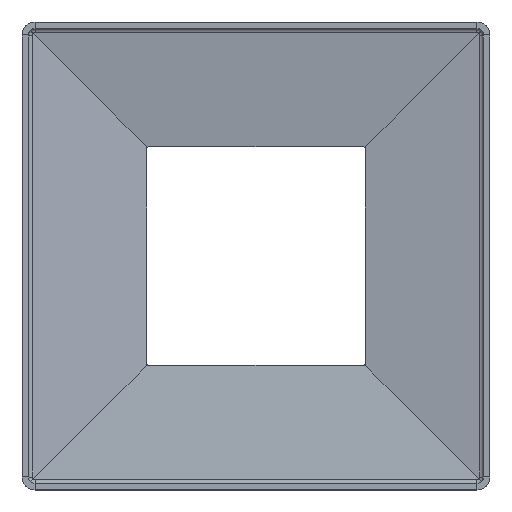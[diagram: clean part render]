
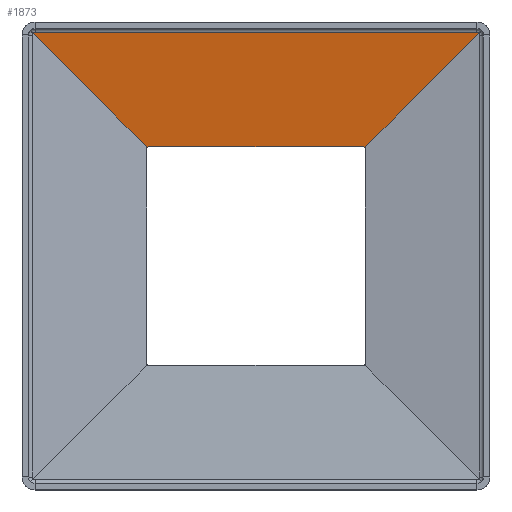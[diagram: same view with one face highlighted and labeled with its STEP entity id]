
A CAD part, top view. The second image highlights one B-rep face of the part: STEP entity #1873.
In plain terms, the highlighted planar face has unit normal (0, -0.145, 0.99).
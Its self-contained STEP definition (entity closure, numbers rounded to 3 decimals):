
#43 = CARTESIAN_POINT ( 'NONE',  ( -25.081, 25.125, -21.5 ) ) ;
#74 = CARTESIAN_POINT ( 'NONE',  ( 25.081, 25.125, -21.5 ) ) ;
#132 = DIRECTION ( 'NONE',  ( 1., 0., 0. ) ) ;
#134 = CARTESIAN_POINT ( 'NONE',  ( 51.418, 51.418, -17.658 ) ) ;
#146 = ORIENTED_EDGE ( 'NONE', *, *, #765, .F. ) ;
#198 = DIRECTION ( 'NONE',  ( 1., 0., 0. ) ) ;
#201 = AXIS2_PLACEMENT_3D ( 'NONE', #556, #1375, #324 ) ;
#290 = CARTESIAN_POINT ( 'NONE',  ( 51.418, 51.418, -17.658 ) ) ;
#292 = DIRECTION ( 'NONE',  ( -1., 0., 0. ) ) ;
#317 = CARTESIAN_POINT ( 'NONE',  ( -51.324, 51.563, -17.637 ) ) ;
#323 = DIRECTION ( 'NONE',  ( 0.703, -0.703, -0.103 ) ) ;
#324 = DIRECTION ( 'NONE',  ( 0., 0.989, 0.145 ) ) ;
#338 =( BOUNDED_CURVE ( )  B_SPLINE_CURVE ( 3, ( #340, #1968, #1841, #134 ),
 .UNSPECIFIED., .F., .T. ) 
 B_SPLINE_CURVE_WITH_KNOTS ( ( 4, 4 ),
 ( 3.142, 4.133 ),
 .UNSPECIFIED. ) 
 CURVE ( )  GEOMETRIC_REPRESENTATION_ITEM ( )  RATIONAL_B_SPLINE_CURVE ( ( 1., 0.92, 0.92, 1. ) ) 
 REPRESENTATION_ITEM ( '' )  );
#340 = CARTESIAN_POINT ( 'NONE',  ( 51., 51.645, -17.625 ) ) ;
#354 = CARTESIAN_POINT ( 'NONE',  ( -51.418, 51.418, -17.658 ) ) ;
#355 = ORIENTED_EDGE ( 'NONE', *, *, #373, .F. ) ;
#373 = EDGE_CURVE ( 'NONE', #769, #1710, #710, .T. ) ;
#376 = CARTESIAN_POINT ( 'NONE',  ( 52.5, 52.5, -17.5 ) ) ;
#396 = LINE ( 'NONE', #376, #1313 ) ;
#401 = EDGE_CURVE ( 'NONE', #1937, #1731, #625, .T. ) ;
#485 = CARTESIAN_POINT ( 'NONE',  ( 51., 51.645, -17.625 ) ) ;
#513 = CARTESIAN_POINT ( 'NONE',  ( 24.75, 25.25, -21.482 ) ) ;
#537 = LINE ( 'NONE', #1147, #2136 ) ;
#556 = CARTESIAN_POINT ( 'NONE',  ( 0., 1.097, -25.011 ) ) ;
#557 = EDGE_CURVE ( 'NONE', #769, #1423, #929, .T. ) ;
#625 = LINE ( 'NONE', #2264, #2126 ) ;
#662 = CARTESIAN_POINT ( 'NONE',  ( 24.75, 25.25, -21.482 ) ) ;
#688 = LINE ( 'NONE', #1736, #1947 ) ;
#710 =( BOUNDED_CURVE ( )  B_SPLINE_CURVE ( 3, ( #1195, #1814, #2655, #513 ),
 .UNSPECIFIED., .F., .F. ) 
 B_SPLINE_CURVE_WITH_KNOTS ( ( 4, 4 ),
 ( 5.56, 6.283 ),
 .UNSPECIFIED. ) 
 CURVE ( )  GEOMETRIC_REPRESENTATION_ITEM ( )  RATIONAL_B_SPLINE_CURVE ( ( 1., 0.957, 0.957, 1. ) ) 
 REPRESENTATION_ITEM ( '' )  );
#765 = EDGE_CURVE ( 'NONE', #1605, #1731, #2559, .T. ) ;
#769 = VERTEX_POINT ( 'NONE', #74 ) ;
#851 = VERTEX_POINT ( 'NONE', #354 ) ;
#874 = CARTESIAN_POINT ( 'NONE',  ( -24.873, 25.25, -21.482 ) ) ;
#914 = CARTESIAN_POINT ( 'NONE',  ( -25.081, 25.125, -21.5 ) ) ;
#916 = ORIENTED_EDGE ( 'NONE', *, *, #1456, .F. ) ;
#929 = LINE ( 'NONE', #1330, #1565 ) ;
#1022 = DIRECTION ( 'NONE',  ( -0.703, -0.703, -0.103 ) ) ;
#1084 = EDGE_CURVE ( 'NONE', #851, #1937, #688, .T. ) ;
#1113 = ORIENTED_EDGE ( 'NONE', *, *, #1084, .T. ) ;
#1147 = CARTESIAN_POINT ( 'NONE',  ( 0., 51.645, -17.625 ) ) ;
#1162 = EDGE_CURVE ( 'NONE', #1710, #1605, #2538, .T. ) ;
#1179 = VERTEX_POINT ( 'NONE', #485 ) ;
#1195 = CARTESIAN_POINT ( 'NONE',  ( 25.081, 25.125, -21.5 ) ) ;
#1280 = EDGE_CURVE ( 'NONE', #851, #1447, #1340, .T. ) ;
#1313 = VECTOR ( 'NONE', #1022, 1000. ) ;
#1327 = CARTESIAN_POINT ( 'NONE',  ( -24.75, 25.25, -21.482 ) ) ;
#1330 = CARTESIAN_POINT ( 'NONE',  ( 25.125, 25.125, -21.5 ) ) ;
#1339 = FACE_OUTER_BOUND ( 'NONE', #1505, .T. ) ;
#1340 =( BOUNDED_CURVE ( )  B_SPLINE_CURVE ( 3, ( #1383, #317, #2205, #2007 ),
 .UNSPECIFIED., .F., .T. ) 
 B_SPLINE_CURVE_WITH_KNOTS ( ( 4, 4 ),
 ( 2.15, 3.142 ),
 .UNSPECIFIED. ) 
 CURVE ( )  GEOMETRIC_REPRESENTATION_ITEM ( )  RATIONAL_B_SPLINE_CURVE ( ( 1., 0.92, 0.92, 1. ) ) 
 REPRESENTATION_ITEM ( '' )  );
#1375 = DIRECTION ( 'NONE',  ( 0., -0.145, 0.989 ) ) ;
#1383 = CARTESIAN_POINT ( 'NONE',  ( -51.418, 51.418, -17.658 ) ) ;
#1423 = VERTEX_POINT ( 'NONE', #2073 ) ;
#1434 = ORIENTED_EDGE ( 'NONE', *, *, #401, .T. ) ;
#1447 = VERTEX_POINT ( 'NONE', #2385 ) ;
#1456 = EDGE_CURVE ( 'NONE', #1179, #1856, #338, .T. ) ;
#1464 = ORIENTED_EDGE ( 'NONE', *, *, #1280, .F. ) ;
#1482 = ORIENTED_EDGE ( 'NONE', *, *, #1162, .F. ) ;
#1505 = EDGE_LOOP ( 'NONE', ( #146, #1482, #355, #2100, #2598, #916, #1660, #1464, #1113, #1434 ) ) ;
#1510 = CARTESIAN_POINT ( 'NONE',  ( -25.125, 25.125, -21.5 ) ) ;
#1565 = VECTOR ( 'NONE', #2157, 1000. ) ;
#1588 = PLANE ( 'NONE',  #201 ) ;
#1605 = VERTEX_POINT ( 'NONE', #2646 ) ;
#1660 = ORIENTED_EDGE ( 'NONE', *, *, #2060, .F. ) ;
#1710 = VERTEX_POINT ( 'NONE', #662 ) ;
#1731 = VERTEX_POINT ( 'NONE', #43 ) ;
#1736 = CARTESIAN_POINT ( 'NONE',  ( -52.5, 52.5, -17.5 ) ) ;
#1814 = CARTESIAN_POINT ( 'NONE',  ( 24.988, 25.206, -21.488 ) ) ;
#1841 = CARTESIAN_POINT ( 'NONE',  ( 51.324, 51.563, -17.637 ) ) ;
#1856 = VERTEX_POINT ( 'NONE', #290 ) ;
#1873 = ADVANCED_FACE ( 'NONE', ( #1339 ), #1588, .T. ) ;
#1937 = VERTEX_POINT ( 'NONE', #1510 ) ;
#1947 = VECTOR ( 'NONE', #323, 1000. ) ;
#1968 = CARTESIAN_POINT ( 'NONE',  ( 51.172, 51.645, -17.625 ) ) ;
#1993 = VECTOR ( 'NONE', #292, 1000. ) ;
#2007 = CARTESIAN_POINT ( 'NONE',  ( -51., 51.645, -17.625 ) ) ;
#2060 = EDGE_CURVE ( 'NONE', #1447, #1179, #537, .T. ) ;
#2073 = CARTESIAN_POINT ( 'NONE',  ( 25.125, 25.125, -21.5 ) ) ;
#2100 = ORIENTED_EDGE ( 'NONE', *, *, #557, .T. ) ;
#2116 = CARTESIAN_POINT ( 'NONE',  ( -24.988, 25.206, -21.488 ) ) ;
#2126 = VECTOR ( 'NONE', #198, 1000. ) ;
#2136 = VECTOR ( 'NONE', #132, 1000. ) ;
#2157 = DIRECTION ( 'NONE',  ( 1., 0., 0. ) ) ;
#2191 = EDGE_CURVE ( 'NONE', #1856, #1423, #396, .T. ) ;
#2205 = CARTESIAN_POINT ( 'NONE',  ( -51.172, 51.645, -17.625 ) ) ;
#2264 = CARTESIAN_POINT ( 'NONE',  ( 25.125, 25.125, -21.5 ) ) ;
#2325 = CARTESIAN_POINT ( 'NONE',  ( 0., 25.25, -21.482 ) ) ;
#2385 = CARTESIAN_POINT ( 'NONE',  ( -51., 51.645, -17.625 ) ) ;
#2538 = LINE ( 'NONE', #2325, #1993 ) ;
#2559 =( BOUNDED_CURVE ( )  B_SPLINE_CURVE ( 3, ( #1327, #874, #2116, #914 ),
 .UNSPECIFIED., .F., .T. ) 
 B_SPLINE_CURVE_WITH_KNOTS ( ( 4, 4 ),
 ( 0., 0.723 ),
 .UNSPECIFIED. ) 
 CURVE ( )  GEOMETRIC_REPRESENTATION_ITEM ( )  RATIONAL_B_SPLINE_CURVE ( ( 1., 0.957, 0.957, 1. ) ) 
 REPRESENTATION_ITEM ( '' )  );
#2598 = ORIENTED_EDGE ( 'NONE', *, *, #2191, .F. ) ;
#2646 = CARTESIAN_POINT ( 'NONE',  ( -24.75, 25.25, -21.482 ) ) ;
#2655 = CARTESIAN_POINT ( 'NONE',  ( 24.873, 25.25, -21.482 ) ) ;
